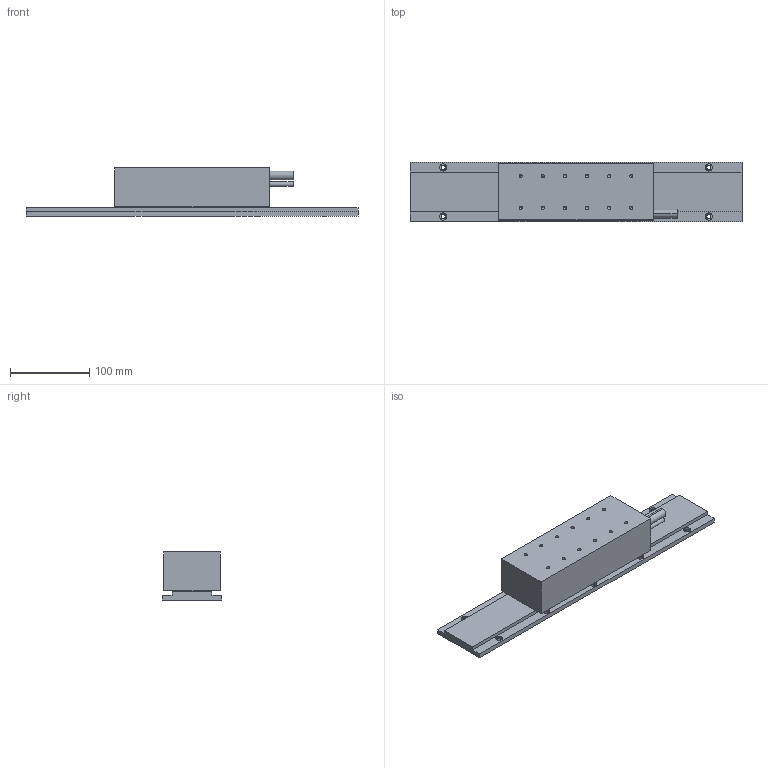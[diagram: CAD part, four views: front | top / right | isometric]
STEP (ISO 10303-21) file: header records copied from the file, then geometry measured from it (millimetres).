
FILE_DESCRIPTION (( 'STEP AP203' ), '1' );
FILE_NAME ('ZW8-H50.STEP', '2022-05-31T02:19:20', ( '' ), ( '' ), 'SwSTEP 2.0', 'SolidWorks 2020', '' );
FILE_SCHEMA (( 'CONFIG_CONTROL_DESIGN' ));
Length unit declared in the file: millimetre
Products named in the file (3): ZW8-H50-2; ZW8-H50-420MNS; ZW8-H50
Assembly tree (2 placements, depth 2):
  ZW8-H50
    ZW8-H50-420MNS
    ZW8-H50-2
Bounding box: 420 x 75 x 60.8 mm (x, y, z)
Volume: 975108.5 mm3; surface area: 130811 mm2
Topology: 2 solids, 2 shells, 120 faces, 288 edges, 172 vertices
Faces by surface type: cylinder 68, plane 28, cone 24
Entity records: 3693 total; most frequent: DIRECTION 650, CARTESIAN_POINT 561, ORIENTED_EDGE 528, EDGE_CURVE 264, AXIS2_PLACEMENT_3D 261, VERTEX_POINT 172, EDGE_LOOP 164, CIRCLE 136
